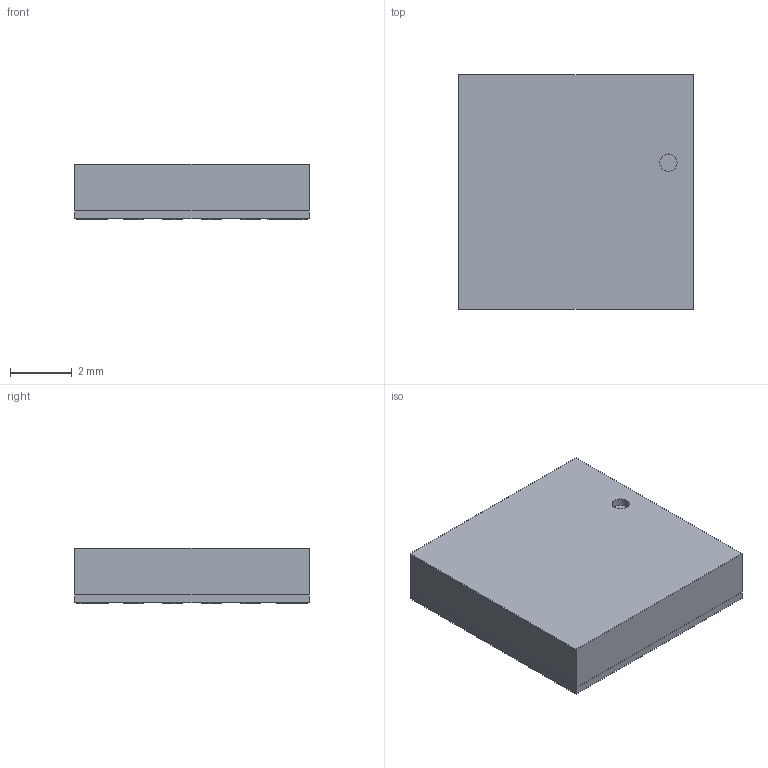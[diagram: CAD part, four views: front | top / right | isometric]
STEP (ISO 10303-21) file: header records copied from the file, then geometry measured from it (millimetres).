
FILE_DESCRIPTION(/* description */ (''),/* implementation_level */ '2;1');
FILE_NAME(/* name */ 'Monzite_9069.step',/* time_stamp */ '2023-08-10T09:54:45-04:00',/* author */ (''),/* organization */ (''),/* preprocessor_version */ 'ST-DEVELOPER v20',/* originating_system */ 'Autodesk Translation Framework v12.9.0.99',/* authorisation */ '');
FILE_SCHEMA (('AUTOMOTIVE_DESIGN { 1 0 10303 214 3 1 1 }'));
Length unit declared in the file: inch
Products named in the file (6): Monzite_9069; Component1; Component2; Component3; Component4; Component5
Assembly tree (19 placements, depth 2):
  Monzite_9069
    Component1
    Component2  x8
    Component3  x8
    Component4
    Component5
Bounding box: 7.62 x 7.62 x 1.82 mm (x, y, z)
Volume: 103.6 mm3; surface area: 309.9 mm2
Topology: 19 solids, 19 shells, 116 faces, 231 edges, 154 vertices
Faces by surface type: plane 115, cylinder 1
Full cylindrical faces by diameter (mm): 0.559 x1
Entity records: 1152 total; most frequent: DIRECTION 181, CARTESIAN_POINT 163, ORIENTED_EDGE 126, EDGE_CURVE 63, LINE 61, VECTOR 61, AXIS2_PLACEMENT_3D 60, VERTEX_POINT 42
